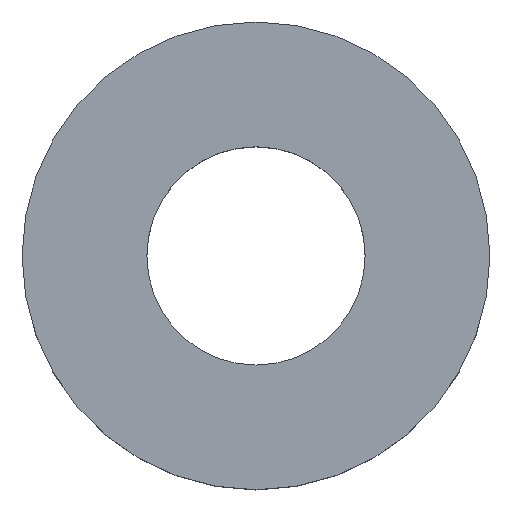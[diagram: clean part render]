
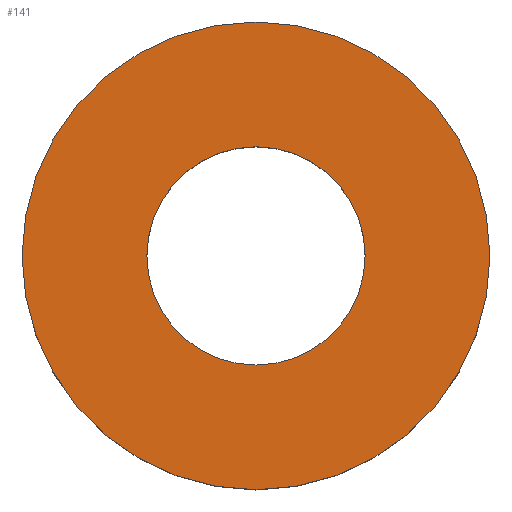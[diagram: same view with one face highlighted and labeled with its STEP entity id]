
A CAD part, top view. The second image highlights one B-rep face of the part: STEP entity #141.
In plain terms, the highlighted planar face has unit normal (0, 0, 1).
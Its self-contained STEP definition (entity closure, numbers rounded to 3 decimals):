
#10 = AXIS2_PLACEMENT_3D ( 'NONE', #208, #55, #265 ) ;
#13 = CARTESIAN_POINT ( 'NONE',  ( -3.75, 0., 2. ) ) ;
#14 = EDGE_LOOP ( 'NONE', ( #126, #252 ) ) ;
#25 = EDGE_CURVE ( 'NONE', #64, #68, #255, .T. ) ;
#40 = CARTESIAN_POINT ( 'NONE',  ( 0., 0., 2. ) ) ;
#55 = DIRECTION ( 'NONE',  ( 0., 0., 1. ) ) ;
#64 = VERTEX_POINT ( 'NONE', #186 ) ;
#68 = VERTEX_POINT ( 'NONE', #248 ) ;
#71 = AXIS2_PLACEMENT_3D ( 'NONE', #263, #203, #202 ) ;
#76 = CARTESIAN_POINT ( 'NONE',  ( 0., 0., 2. ) ) ;
#83 = FACE_OUTER_BOUND ( 'NONE', #195, .T. ) ;
#84 = CIRCLE ( 'NONE', #10, 3.75 ) ;
#113 = DIRECTION ( 'NONE',  ( 0., 0., -1. ) ) ;
#114 = CIRCLE ( 'NONE', #291, 3.75 ) ;
#126 = ORIENTED_EDGE ( 'NONE', *, *, #268, .T. ) ;
#127 = DIRECTION ( 'NONE',  ( 0., 0., -1. ) ) ;
#130 = PLANE ( 'NONE',  #71 ) ;
#133 = AXIS2_PLACEMENT_3D ( 'NONE', #154, #127, #280 ) ;
#141 = ADVANCED_FACE ( 'NONE', ( #198, #83 ), #130, .T. ) ;
#143 = VERTEX_POINT ( 'NONE', #286 ) ;
#145 = VERTEX_POINT ( 'NONE', #13 ) ;
#154 = CARTESIAN_POINT ( 'NONE',  ( 0., 0., 2. ) ) ;
#156 = DIRECTION ( 'NONE',  ( -1., 0., 0. ) ) ;
#186 = CARTESIAN_POINT ( 'NONE',  ( 1.75, 0., 2. ) ) ;
#193 = ORIENTED_EDGE ( 'NONE', *, *, #274, .T. ) ;
#195 = EDGE_LOOP ( 'NONE', ( #193, #243 ) ) ;
#197 = EDGE_CURVE ( 'NONE', #143, #145, #114, .T. ) ;
#198 = FACE_BOUND ( 'NONE', #14, .T. ) ;
#202 = DIRECTION ( 'NONE',  ( 1., 0., 0. ) ) ;
#203 = DIRECTION ( 'NONE',  ( 0., 0., 1. ) ) ;
#208 = CARTESIAN_POINT ( 'NONE',  ( 0., 0., 2. ) ) ;
#215 = AXIS2_PLACEMENT_3D ( 'NONE', #40, #113, #295 ) ;
#229 = CIRCLE ( 'NONE', #133, 1.75 ) ;
#239 = DIRECTION ( 'NONE',  ( 0., 0., 1. ) ) ;
#243 = ORIENTED_EDGE ( 'NONE', *, *, #197, .T. ) ;
#248 = CARTESIAN_POINT ( 'NONE',  ( -1.75, 0., 2. ) ) ;
#252 = ORIENTED_EDGE ( 'NONE', *, *, #25, .T. ) ;
#255 = CIRCLE ( 'NONE', #215, 1.75 ) ;
#263 = CARTESIAN_POINT ( 'NONE',  ( 0., 0., 2. ) ) ;
#265 = DIRECTION ( 'NONE',  ( -1., 0., 0. ) ) ;
#268 = EDGE_CURVE ( 'NONE', #68, #64, #229, .T. ) ;
#274 = EDGE_CURVE ( 'NONE', #145, #143, #84, .T. ) ;
#280 = DIRECTION ( 'NONE',  ( -1., 0., 0. ) ) ;
#286 = CARTESIAN_POINT ( 'NONE',  ( 3.75, 0., 2. ) ) ;
#291 = AXIS2_PLACEMENT_3D ( 'NONE', #76, #239, #156 ) ;
#295 = DIRECTION ( 'NONE',  ( -1., 0., 0. ) ) ;
